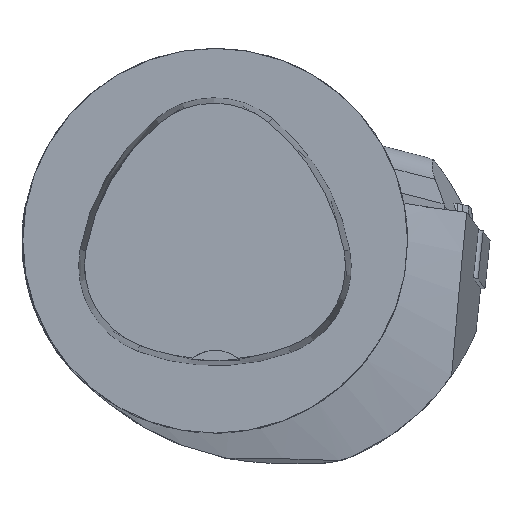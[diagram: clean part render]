
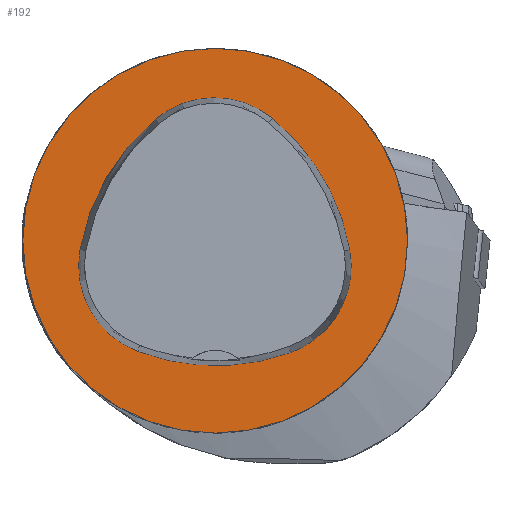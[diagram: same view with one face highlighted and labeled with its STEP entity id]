
A CAD part, top view. The second image highlights one B-rep face of the part: STEP entity #192.
In plain terms, the highlighted planar face has unit normal (0, 0, 1).
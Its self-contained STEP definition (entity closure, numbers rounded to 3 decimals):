
#86=FACE_BOUND('',#433,.T.);
#87=FACE_BOUND('',#434,.T.);
#192=ADVANCED_FACE('',(#86,#87),#269,.T.);
#269=PLANE('',#1861);
#433=EDGE_LOOP('',(#714,#715,#716,#717,#718,#719));
#434=EDGE_LOOP('',(#720));
#510=CIRCLE('',#1832,31.5);
#511=CIRCLE('',#1839,36.);
#513=CIRCLE('',#1842,15.);
#515=CIRCLE('',#1845,36.);
#517=CIRCLE('',#1848,15.);
#520=CIRCLE('',#1852,36.);
#523=CIRCLE('',#1856,15.);
#714=ORIENTED_EDGE('',*,*,#1295,.F.);
#715=ORIENTED_EDGE('',*,*,#1290,.F.);
#716=ORIENTED_EDGE('',*,*,#1285,.F.);
#717=ORIENTED_EDGE('',*,*,#1282,.F.);
#718=ORIENTED_EDGE('',*,*,#1279,.F.);
#719=ORIENTED_EDGE('',*,*,#1275,.F.);
#720=ORIENTED_EDGE('',*,*,#1265,.T.);
#1088=VERTEX_POINT('',#2749);
#1097=VERTEX_POINT('',#2769);
#1098=VERTEX_POINT('',#2770);
#1101=VERTEX_POINT('',#2778);
#1103=VERTEX_POINT('',#2784);
#1105=VERTEX_POINT('',#2790);
#1109=VERTEX_POINT('',#2803);
#1265=EDGE_CURVE('',#1088,#1088,#510,.T.);
#1275=EDGE_CURVE('',#1097,#1098,#511,.T.);
#1279=EDGE_CURVE('',#1098,#1101,#513,.T.);
#1282=EDGE_CURVE('',#1101,#1103,#515,.T.);
#1285=EDGE_CURVE('',#1103,#1105,#517,.T.);
#1290=EDGE_CURVE('',#1105,#1109,#520,.T.);
#1295=EDGE_CURVE('',#1109,#1097,#523,.T.);
#1832=AXIS2_PLACEMENT_3D('',#2748,#2104,#2105);
#1839=AXIS2_PLACEMENT_3D('',#2768,#2122,#2123);
#1842=AXIS2_PLACEMENT_3D('',#2777,#2130,#2131);
#1845=AXIS2_PLACEMENT_3D('',#2783,#2137,#2138);
#1848=AXIS2_PLACEMENT_3D('',#2789,#2144,#2145);
#1852=AXIS2_PLACEMENT_3D('',#2802,#2153,#2154);
#1856=AXIS2_PLACEMENT_3D('',#2815,#2162,#2163);
#1861=AXIS2_PLACEMENT_3D('',#2820,#2172,#2173);
#2104=DIRECTION('',(0.,0.,1.));
#2105=DIRECTION('',(1.,0.,0.));
#2122=DIRECTION('',(0.,0.,1.));
#2123=DIRECTION('',(1.,0.,0.));
#2130=DIRECTION('',(0.,0.,1.));
#2131=DIRECTION('',(1.,0.,0.));
#2137=DIRECTION('',(0.,0.,1.));
#2138=DIRECTION('',(1.,0.,0.));
#2144=DIRECTION('',(0.,0.,1.));
#2145=DIRECTION('',(1.,0.,0.));
#2153=DIRECTION('',(0.,0.,1.));
#2154=DIRECTION('',(1.,0.,0.));
#2162=DIRECTION('',(0.,0.,1.));
#2163=DIRECTION('',(1.,0.,0.));
#2172=DIRECTION('',(0.,0.,1.));
#2173=DIRECTION('',(-1.,0.,0.));
#2748=CARTESIAN_POINT('',(0.,0.,0.));
#2749=CARTESIAN_POINT('',(31.5,0.,0.));
#2768=CARTESIAN_POINT('',(-13.398,-7.893,0.));
#2769=CARTESIAN_POINT('',(22.041,-1.562,0.));
#2770=CARTESIAN_POINT('',(9.317,20.036,0.));
#2777=CARTESIAN_POINT('',(-0.148,8.399,0.));
#2778=CARTESIAN_POINT('',(-9.779,19.898,0.));
#2783=CARTESIAN_POINT('',(13.337,-7.7,0.));
#2784=CARTESIAN_POINT('',(-22.122,-1.48,0.));
#2789=CARTESIAN_POINT('',(-7.347,-4.071,0.));
#2790=CARTESIAN_POINT('',(-12.693,-18.087,0.));
#2802=CARTESIAN_POINT('',(0.137,15.55,0.));
#2803=CARTESIAN_POINT('',(12.373,-18.307,0.));
#2815=CARTESIAN_POINT('',(7.275,-4.2,0.));
#2820=CARTESIAN_POINT('',(0.,0.,0.));
